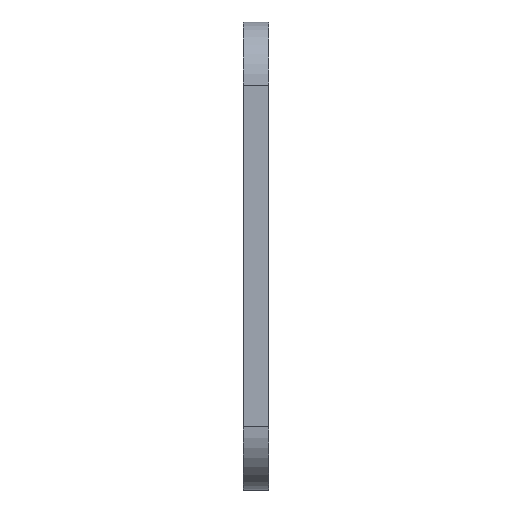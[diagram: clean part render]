
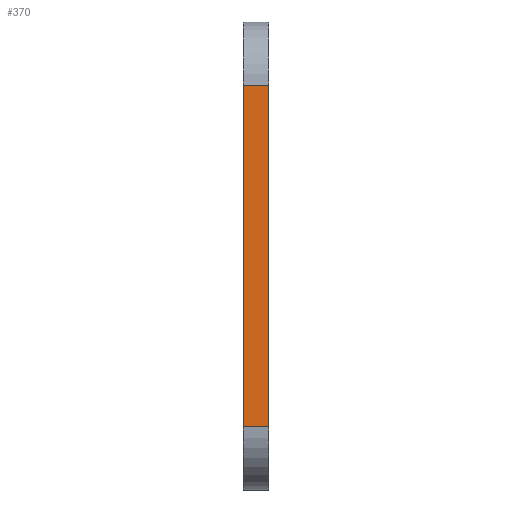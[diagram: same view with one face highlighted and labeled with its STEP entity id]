
A CAD part, left-side view. The second image highlights one B-rep face of the part: STEP entity #370.
In plain terms, the highlighted planar face has unit normal (-1, 0, 0).
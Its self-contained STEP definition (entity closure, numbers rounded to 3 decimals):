
#105 = DIRECTION ( 'NONE',  ( 0., 0., 1. ) ) ;
#146 = CARTESIAN_POINT ( 'NONE',  ( 0., 4., 0. ) ) ;
#370 = ADVANCED_FACE ( 'NONE', ( #4133 ), #4711, .F. ) ;
#552 = EDGE_LOOP ( 'NONE', ( #1692, #3378, #881, #2931 ) ) ;
#581 = VECTOR ( 'NONE', #105, 1000. ) ;
#881 = ORIENTED_EDGE ( 'NONE', *, *, #5390, .F. ) ;
#1061 = CARTESIAN_POINT ( 'NONE',  ( 0., 0., 0. ) ) ;
#1334 = CARTESIAN_POINT ( 'NONE',  ( 0., 0., 10. ) ) ;
#1692 = ORIENTED_EDGE ( 'NONE', *, *, #7192, .T. ) ;
#1696 = AXIS2_PLACEMENT_3D ( 'NONE', #5400, #2494, #2999 ) ;
#1767 = VECTOR ( 'NONE', #4276, 1000. ) ;
#1906 = CARTESIAN_POINT ( 'NONE',  ( 0., 4., 64. ) ) ;
#1917 = LINE ( 'NONE', #6214, #1767 ) ;
#2494 = DIRECTION ( 'NONE',  ( 1., 0., 0. ) ) ;
#2889 = EDGE_CURVE ( 'NONE', #3686, #7004, #7298, .T. ) ;
#2931 = ORIENTED_EDGE ( 'NONE', *, *, #6166, .T. ) ;
#2999 = DIRECTION ( 'NONE',  ( 0., 0., -1. ) ) ;
#3378 = ORIENTED_EDGE ( 'NONE', *, *, #2889, .T. ) ;
#3686 = VERTEX_POINT ( 'NONE', #4935 ) ;
#4094 = LINE ( 'NONE', #1061, #7037 ) ;
#4133 = FACE_OUTER_BOUND ( 'NONE', #552, .T. ) ;
#4230 = DIRECTION ( 'NONE',  ( 0., 1., 0. ) ) ;
#4276 = DIRECTION ( 'NONE',  ( 0., -1., 0. ) ) ;
#4378 = CARTESIAN_POINT ( 'NONE',  ( 0., 4., 10. ) ) ;
#4711 = PLANE ( 'NONE',  #1696 ) ;
#4719 = VERTEX_POINT ( 'NONE', #1334 ) ;
#4935 = CARTESIAN_POINT ( 'NONE',  ( 0., 0., 64. ) ) ;
#5390 = EDGE_CURVE ( 'NONE', #7669, #7004, #5457, .T. ) ;
#5400 = CARTESIAN_POINT ( 'NONE',  ( 0., 4., 0. ) ) ;
#5457 = LINE ( 'NONE', #146, #581 ) ;
#6166 = EDGE_CURVE ( 'NONE', #7669, #4719, #1917, .T. ) ;
#6214 = CARTESIAN_POINT ( 'NONE',  ( 0., 4., 10. ) ) ;
#6575 = CARTESIAN_POINT ( 'NONE',  ( 0., 4., 64. ) ) ;
#7004 = VERTEX_POINT ( 'NONE', #6575 ) ;
#7037 = VECTOR ( 'NONE', #7188, 1000. ) ;
#7059 = VECTOR ( 'NONE', #4230, 1000. ) ;
#7188 = DIRECTION ( 'NONE',  ( 0., 0., 1. ) ) ;
#7192 = EDGE_CURVE ( 'NONE', #4719, #3686, #4094, .T. ) ;
#7298 = LINE ( 'NONE', #1906, #7059 ) ;
#7669 = VERTEX_POINT ( 'NONE', #4378 ) ;
